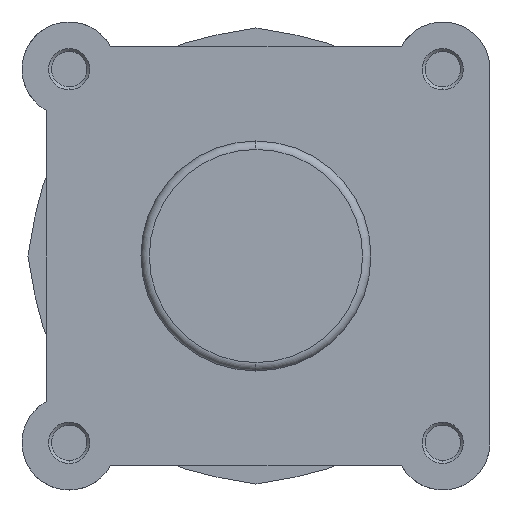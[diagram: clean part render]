
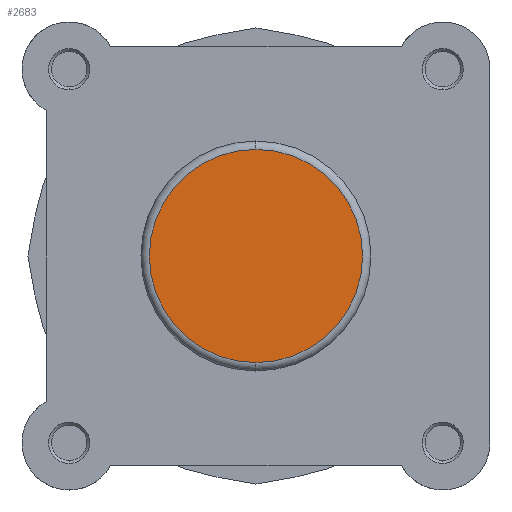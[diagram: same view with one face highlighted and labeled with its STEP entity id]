
A CAD part, left-side view. The second image highlights one B-rep face of the part: STEP entity #2683.
In plain terms, the highlighted planar face has unit normal (-1, 0, 0).
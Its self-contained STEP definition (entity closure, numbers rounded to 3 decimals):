
#113 = AXIS2_PLACEMENT_3D ( 'NONE', #5722, #5723, #5730 ) ;
#114 = AXIS2_PLACEMENT_3D ( 'NONE', #3246, #3248, #3249 ) ;
#160 = AXIS2_PLACEMENT_3D ( 'NONE', #3215, #3216, #3217 ) ;
#309 = EDGE_LOOP ( 'NONE', ( #4950, #4969 ) ) ;
#1064 = FACE_OUTER_BOUND ( 'NONE', #309, .T. ) ;
#1490 = CARTESIAN_POINT ( 'NONE',  ( 0., 0., -25.4 ) ) ;
#1557 = CARTESIAN_POINT ( 'NONE',  ( 0., 0., 25.4 ) ) ;
#1785 = VERTEX_POINT ( 'NONE', #1490 ) ;
#1794 = VERTEX_POINT ( 'NONE', #1557 ) ;
#2683 = ADVANCED_FACE ( 'NONE', ( #1064 ), #5721, .F. ) ;
#3215 = CARTESIAN_POINT ( 'NONE',  ( 0., 0., 0. ) ) ;
#3216 = DIRECTION ( 'NONE',  ( -1., 0., 0. ) ) ;
#3217 = DIRECTION ( 'NONE',  ( 0., 0., -1. ) ) ;
#3246 = CARTESIAN_POINT ( 'NONE',  ( 0., 0., 0. ) ) ;
#3248 = DIRECTION ( 'NONE',  ( -1., 0., 0. ) ) ;
#3249 = DIRECTION ( 'NONE',  ( 0., 0., -1. ) ) ;
#3966 = CIRCLE ( 'NONE', #160, 25.4 ) ;
#3981 = CIRCLE ( 'NONE', #114, 25.4 ) ;
#4950 = ORIENTED_EDGE ( 'NONE', *, *, #5210, .T. ) ;
#4969 = ORIENTED_EDGE ( 'NONE', *, *, #5199, .T. ) ;
#5199 = EDGE_CURVE ( 'NONE', #1794, #1785, #3966, .T. ) ;
#5210 = EDGE_CURVE ( 'NONE', #1785, #1794, #3981, .T. ) ;
#5721 = PLANE ( 'NONE',  #113 ) ;
#5722 = CARTESIAN_POINT ( 'NONE',  ( 0., 0., 0. ) ) ;
#5723 = DIRECTION ( 'NONE',  ( 1., 0., 0. ) ) ;
#5730 = DIRECTION ( 'NONE',  ( 0., 0., -1. ) ) ;
